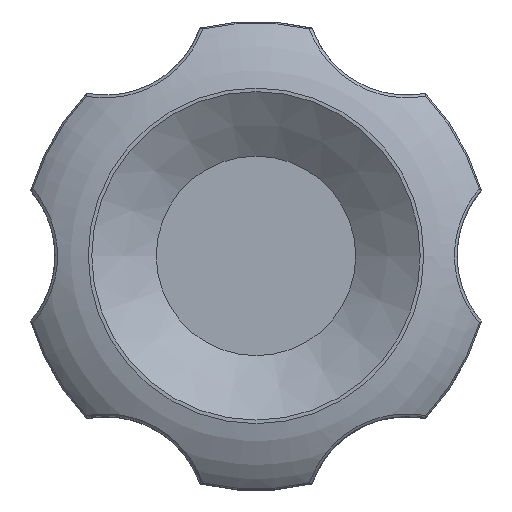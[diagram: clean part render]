
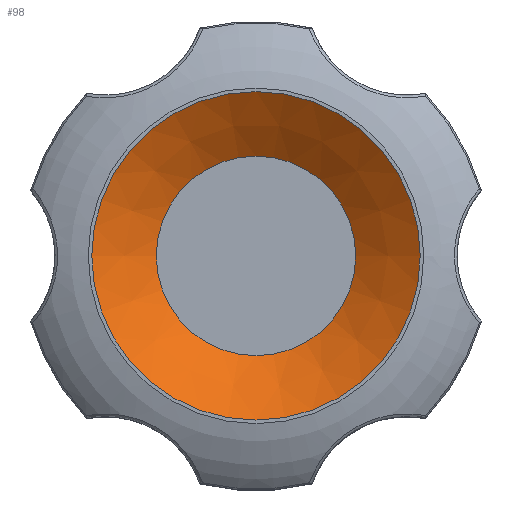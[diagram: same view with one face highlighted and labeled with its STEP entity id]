
A CAD part, top view. The second image highlights one B-rep face of the part: STEP entity #98.
In plain terms, the highlighted conical face has half-angle 55.359 degrees and reference radius 7 mm.
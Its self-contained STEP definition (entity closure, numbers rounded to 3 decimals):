
#98 = ADVANCED_FACE( '', ( #238, #239 ), #240, .F. );
#238 = FACE_BOUND( '', #840, .T. );
#239 = FACE_OUTER_BOUND( '', #841, .T. );
#240 = CONICAL_SURFACE( '', #842, 7., 0.966 );
#840 = EDGE_LOOP( '', ( #3085 ) );
#841 = EDGE_LOOP( '', ( #3086 ) );
#842 = AXIS2_PLACEMENT_3D( '', #3087, #3088, #3089 );
#3085 = ORIENTED_EDGE( '', *, *, #3502, .F. );
#3086 = ORIENTED_EDGE( '', *, *, #3503, .T. );
#3087 = CARTESIAN_POINT( '', ( 0., 0., 20. ) );
#3088 = DIRECTION( '', ( 0., 0., 1. ) );
#3089 = DIRECTION( '', ( 1., 0., 0. ) );
#3502 = EDGE_CURVE( '', #3720, #3720, #3721, .T. );
#3503 = EDGE_CURVE( '', #3722, #3722, #3723, .T. );
#3720 = VERTEX_POINT( '', #4572 );
#3721 = CIRCLE( '', #4573, 4.25 );
#3722 = VERTEX_POINT( '', #4574 );
#3723 = CIRCLE( '', #4575, 7. );
#4572 = CARTESIAN_POINT( '', ( 4.25, 0., 18.1 ) );
#4573 = AXIS2_PLACEMENT_3D( '', #6262, #6263, #6264 );
#4574 = CARTESIAN_POINT( '', ( 7., 0., 20. ) );
#4575 = AXIS2_PLACEMENT_3D( '', #6265, #6266, #6267 );
#6262 = CARTESIAN_POINT( '', ( 0., 0., 18.1 ) );
#6263 = DIRECTION( '', ( 0., 0., 1. ) );
#6264 = DIRECTION( '', ( 1., 0., 0. ) );
#6265 = CARTESIAN_POINT( '', ( 0., 0., 20. ) );
#6266 = DIRECTION( '', ( 0., 0., 1. ) );
#6267 = DIRECTION( '', ( 1., 0., 0. ) );
